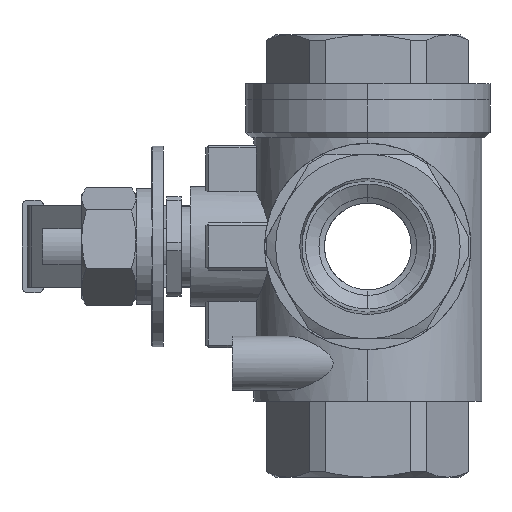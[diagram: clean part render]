
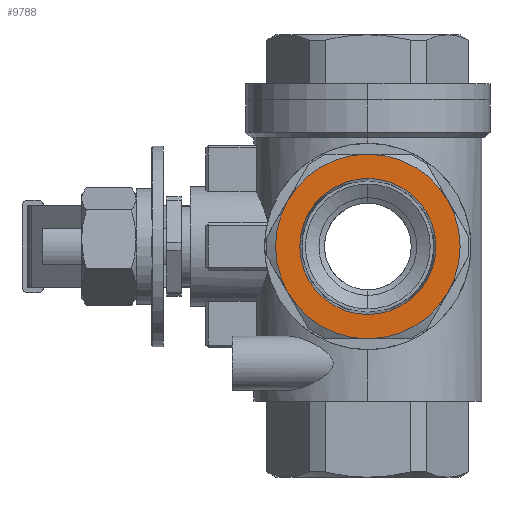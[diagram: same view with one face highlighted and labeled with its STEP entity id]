
A CAD part, left-side view. The second image highlights one B-rep face of the part: STEP entity #9788.
In plain terms, the highlighted planar face has unit normal (-1, 0, 0).
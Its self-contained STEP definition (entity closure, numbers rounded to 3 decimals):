
#1303 = VERTEX_POINT ( 'NONE', #9476 ) ;
#1413 = VERTEX_POINT ( 'NONE', #9246 ) ;
#1415 = VERTEX_POINT ( 'NONE', #9216 ) ;
#1470 = VERTEX_POINT ( 'NONE', #8880 ) ;
#2135 = VERTEX_POINT ( 'NONE', #8879 ) ;
#2144 = VERTEX_POINT ( 'NONE', #8913 ) ;
#2314 = VERTEX_POINT ( 'NONE', #3265 ) ;
#2332 = VERTEX_POINT ( 'NONE', #4432 ) ;
#3064 = ORIENTED_EDGE ( 'NONE', *, *, #3399, .F. ) ;
#3065 = ORIENTED_EDGE ( 'NONE', *, *, #3335, .F. ) ;
#3066 = ORIENTED_EDGE ( 'NONE', *, *, #3398, .F. ) ;
#3067 = ORIENTED_EDGE ( 'NONE', *, *, #3397, .F. ) ;
#3068 = ORIENTED_EDGE ( 'NONE', *, *, #3396, .F. ) ;
#3069 = ORIENTED_EDGE ( 'NONE', *, *, #3395, .F. ) ;
#3070 = ORIENTED_EDGE ( 'NONE', *, *, #3394, .F. ) ;
#3071 = ORIENTED_EDGE ( 'NONE', *, *, #3393, .F. ) ;
#3265 = CARTESIAN_POINT ( 'NONE',  ( -42.5, 0., -12.536 ) ) ;
#3335 = EDGE_CURVE ( 'NONE', #2314, #2332, #4878, .T. ) ;
#3393 = EDGE_CURVE ( 'NONE', #2144, #2135, #4951, .T. ) ;
#3394 = EDGE_CURVE ( 'NONE', #2135, #1303, #4952, .T. ) ;
#3395 = EDGE_CURVE ( 'NONE', #1303, #1470, #4953, .T. ) ;
#3396 = EDGE_CURVE ( 'NONE', #1470, #1413, #4954, .T. ) ;
#3397 = EDGE_CURVE ( 'NONE', #1413, #1415, #4955, .T. ) ;
#3398 = EDGE_CURVE ( 'NONE', #1415, #2144, #4956, .T. ) ;
#3399 = EDGE_CURVE ( 'NONE', #2332, #2314, #4957, .T. ) ;
#4432 = CARTESIAN_POINT ( 'NONE',  ( -42.5, 0., 12.536 ) ) ;
#4582 = AXIS2_PLACEMENT_3D ( 'NONE', #5436, #5437, #5438 ) ;
#4591 = AXIS2_PLACEMENT_3D ( 'NONE', #5639, #5640, #5641 ) ;
#4592 = AXIS2_PLACEMENT_3D ( 'NONE', #5642, #5643, #5644 ) ;
#4593 = AXIS2_PLACEMENT_3D ( 'NONE', #5645, #5646, #5647 ) ;
#4594 = AXIS2_PLACEMENT_3D ( 'NONE', #5648, #5649, #5650 ) ;
#4595 = AXIS2_PLACEMENT_3D ( 'NONE', #5651, #5652, #5653 ) ;
#4596 = AXIS2_PLACEMENT_3D ( 'NONE', #5654, #5655, #5656 ) ;
#4597 = AXIS2_PLACEMENT_3D ( 'NONE', #5657, #5658, #5659 ) ;
#4757 = EDGE_LOOP ( 'NONE', ( #3064, #3065 ) ) ;
#4820 = EDGE_LOOP ( 'NONE', ( #3066, #3067, #3068, #3069, #3070, #3071 ) ) ;
#4878 = CIRCLE ( 'NONE', #4582, 12.536 ) ;
#4951 = CIRCLE ( 'NONE', #4591, 17. ) ;
#4952 = CIRCLE ( 'NONE', #4592, 17. ) ;
#4953 = CIRCLE ( 'NONE', #4593, 17. ) ;
#4954 = CIRCLE ( 'NONE', #4594, 17. ) ;
#4955 = CIRCLE ( 'NONE', #4595, 17. ) ;
#4956 = CIRCLE ( 'NONE', #4596, 17. ) ;
#4957 = CIRCLE ( 'NONE', #4597, 12.536 ) ;
#5436 = CARTESIAN_POINT ( 'NONE',  ( -42.5, 0., 0. ) ) ;
#5437 = DIRECTION ( 'NONE',  ( -1., 0., 0. ) ) ;
#5438 = DIRECTION ( 'NONE',  ( 0., 0., 1. ) ) ;
#5639 = CARTESIAN_POINT ( 'NONE',  ( -42.5, 0., 0. ) ) ;
#5640 = DIRECTION ( 'NONE',  ( 1., 0., 0. ) ) ;
#5641 = DIRECTION ( 'NONE',  ( 0., 0., -1. ) ) ;
#5642 = CARTESIAN_POINT ( 'NONE',  ( -42.5, 0., 0. ) ) ;
#5643 = DIRECTION ( 'NONE',  ( 1., 0., 0. ) ) ;
#5644 = DIRECTION ( 'NONE',  ( 0., 0., -1. ) ) ;
#5645 = CARTESIAN_POINT ( 'NONE',  ( -42.5, 0., 0. ) ) ;
#5646 = DIRECTION ( 'NONE',  ( 1., 0., 0. ) ) ;
#5647 = DIRECTION ( 'NONE',  ( 0., 0., -1. ) ) ;
#5648 = CARTESIAN_POINT ( 'NONE',  ( -42.5, 0., 0. ) ) ;
#5649 = DIRECTION ( 'NONE',  ( 1., 0., 0. ) ) ;
#5650 = DIRECTION ( 'NONE',  ( 0., 0., -1. ) ) ;
#5651 = CARTESIAN_POINT ( 'NONE',  ( -42.5, 0., 0. ) ) ;
#5652 = DIRECTION ( 'NONE',  ( 1., 0., 0. ) ) ;
#5653 = DIRECTION ( 'NONE',  ( 0., 0., -1. ) ) ;
#5654 = CARTESIAN_POINT ( 'NONE',  ( -42.5, 0., 0. ) ) ;
#5655 = DIRECTION ( 'NONE',  ( 1., 0., 0. ) ) ;
#5656 = DIRECTION ( 'NONE',  ( 0., 0., -1. ) ) ;
#5657 = CARTESIAN_POINT ( 'NONE',  ( -42.5, 0., 0. ) ) ;
#5658 = DIRECTION ( 'NONE',  ( -1., 0., 0. ) ) ;
#5659 = DIRECTION ( 'NONE',  ( 0., 0., 1. ) ) ;
#7346 = FACE_BOUND ( 'NONE', #4757, .T. ) ;
#7352 = FACE_OUTER_BOUND ( 'NONE', #4820, .T. ) ;
#8018 = AXIS2_PLACEMENT_3D ( 'NONE', #11077, #11082, #11083 ) ;
#8879 = CARTESIAN_POINT ( 'NONE',  ( -42.5, 14.722, 8.5 ) ) ;
#8880 = CARTESIAN_POINT ( 'NONE',  ( -42.5, -14.722, 8.5 ) ) ;
#8913 = CARTESIAN_POINT ( 'NONE',  ( -42.5, 14.722, -8.5 ) ) ;
#9216 = CARTESIAN_POINT ( 'NONE',  ( -42.5, 0., -17. ) ) ;
#9246 = CARTESIAN_POINT ( 'NONE',  ( -42.5, -14.722, -8.5 ) ) ;
#9476 = CARTESIAN_POINT ( 'NONE',  ( -42.5, 0., 17. ) ) ;
#9788 = ADVANCED_FACE ( 'NONE', ( #7346, #7352 ), #11080, .T. ) ;
#11077 = CARTESIAN_POINT ( 'NONE',  ( -42.5, 8., 0. ) ) ;
#11080 = PLANE ( 'NONE',  #8018 ) ;
#11082 = DIRECTION ( 'NONE',  ( -1., 0., 0. ) ) ;
#11083 = DIRECTION ( 'NONE',  ( 0., 0., 1. ) ) ;
